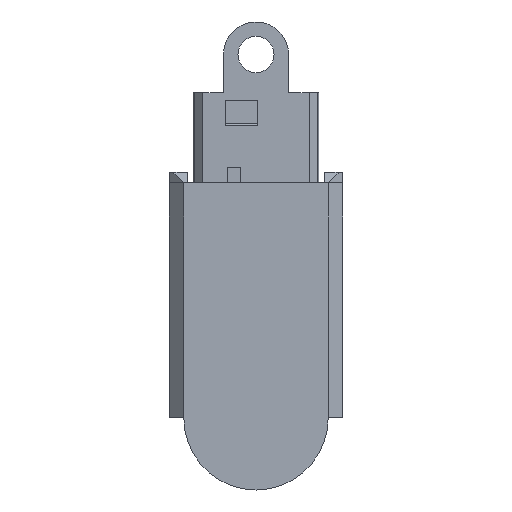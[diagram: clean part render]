
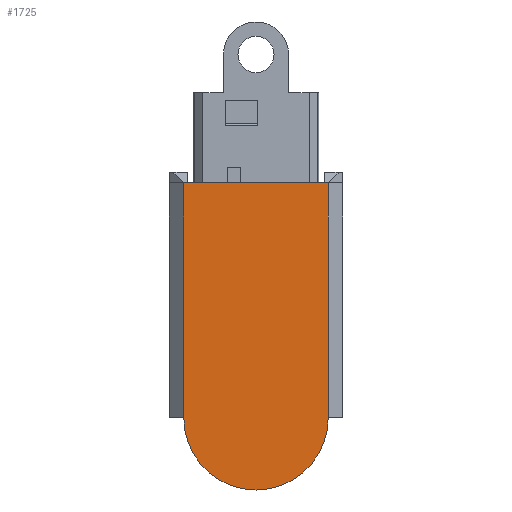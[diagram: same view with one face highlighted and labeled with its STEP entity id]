
A CAD part, front view. The second image highlights one B-rep face of the part: STEP entity #1725.
In plain terms, the highlighted planar face has unit normal (0, -1, 0).
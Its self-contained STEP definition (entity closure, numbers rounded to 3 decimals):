
#47 = DIRECTION ( 'NONE',  ( 0., 0., 1. ) ) ;
#137 = EDGE_CURVE ( 'NONE', #179, #2826, #1460, .T. ) ;
#179 = VERTEX_POINT ( 'NONE', #1295 ) ;
#219 = CARTESIAN_POINT ( 'NONE',  ( -20., 0., 0. ) ) ;
#301 = EDGE_CURVE ( 'NONE', #179, #3551, #1423, .T. ) ;
#393 = CIRCLE ( 'NONE', #2906, 20. ) ;
#406 = FACE_OUTER_BOUND ( 'NONE', #1482, .T. ) ;
#462 = VECTOR ( 'NONE', #2556, 1000. ) ;
#586 = CARTESIAN_POINT ( 'NONE',  ( 20., 0., 32.5 ) ) ;
#651 = CARTESIAN_POINT ( 'NONE',  ( 0., 0., -32.5 ) ) ;
#996 = VERTEX_POINT ( 'NONE', #3068 ) ;
#1022 = EDGE_CURVE ( 'NONE', #996, #2830, #2787, .T. ) ;
#1029 = CARTESIAN_POINT ( 'NONE',  ( 0., 0., 0. ) ) ;
#1204 = ORIENTED_EDGE ( 'NONE', *, *, #2470, .F. ) ;
#1291 = VECTOR ( 'NONE', #2751, 1000. ) ;
#1295 = CARTESIAN_POINT ( 'NONE',  ( 20., 0., -32.5 ) ) ;
#1405 = CARTESIAN_POINT ( 'NONE',  ( 20., 0., 0. ) ) ;
#1423 = LINE ( 'NONE', #1405, #462 ) ;
#1460 = CIRCLE ( 'NONE', #2993, 20. ) ;
#1482 = EDGE_LOOP ( 'NONE', ( #3316, #2119, #1949, #3277, #1204 ) ) ;
#1511 = CARTESIAN_POINT ( 'NONE',  ( 0., 0., -52.5 ) ) ;
#1548 = PLANE ( 'NONE',  #3639 ) ;
#1584 = DIRECTION ( 'NONE',  ( 0., 0., 1. ) ) ;
#1622 = EDGE_CURVE ( 'NONE', #2826, #996, #393, .T. ) ;
#1725 = ADVANCED_FACE ( 'NONE', ( #406 ), #1548, .F. ) ;
#1902 = LINE ( 'NONE', #2379, #1291 ) ;
#1949 = ORIENTED_EDGE ( 'NONE', *, *, #137, .F. ) ;
#2117 = CARTESIAN_POINT ( 'NONE',  ( -20., 0., 32.5 ) ) ;
#2119 = ORIENTED_EDGE ( 'NONE', *, *, #1622, .F. ) ;
#2287 = DIRECTION ( 'NONE',  ( 0., 0., 1. ) ) ;
#2379 = CARTESIAN_POINT ( 'NONE',  ( 0., 0., 32.5 ) ) ;
#2411 = DIRECTION ( 'NONE',  ( 0., 1., 0. ) ) ;
#2470 = EDGE_CURVE ( 'NONE', #2830, #3551, #1902, .T. ) ;
#2556 = DIRECTION ( 'NONE',  ( 0., 0., 1. ) ) ;
#2613 = DIRECTION ( 'NONE',  ( 0., 1., 0. ) ) ;
#2615 = VECTOR ( 'NONE', #2287, 1000. ) ;
#2751 = DIRECTION ( 'NONE',  ( 1., 0., 0. ) ) ;
#2787 = LINE ( 'NONE', #219, #2615 ) ;
#2826 = VERTEX_POINT ( 'NONE', #1511 ) ;
#2830 = VERTEX_POINT ( 'NONE', #2117 ) ;
#2906 = AXIS2_PLACEMENT_3D ( 'NONE', #3274, #2411, #1584 ) ;
#2993 = AXIS2_PLACEMENT_3D ( 'NONE', #651, #2613, #47 ) ;
#3058 = DIRECTION ( 'NONE',  ( 0., 0., 1. ) ) ;
#3068 = CARTESIAN_POINT ( 'NONE',  ( -20., 0., -32.5 ) ) ;
#3274 = CARTESIAN_POINT ( 'NONE',  ( 0., 0., -32.5 ) ) ;
#3277 = ORIENTED_EDGE ( 'NONE', *, *, #301, .T. ) ;
#3316 = ORIENTED_EDGE ( 'NONE', *, *, #1022, .F. ) ;
#3329 = DIRECTION ( 'NONE',  ( 0., 1., 0. ) ) ;
#3551 = VERTEX_POINT ( 'NONE', #586 ) ;
#3639 = AXIS2_PLACEMENT_3D ( 'NONE', #1029, #3329, #3058 ) ;
